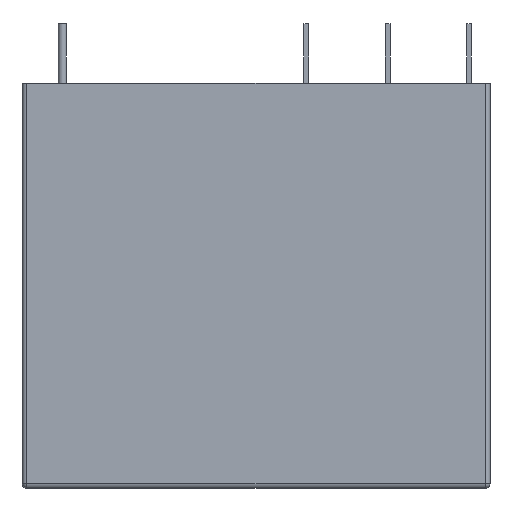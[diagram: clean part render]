
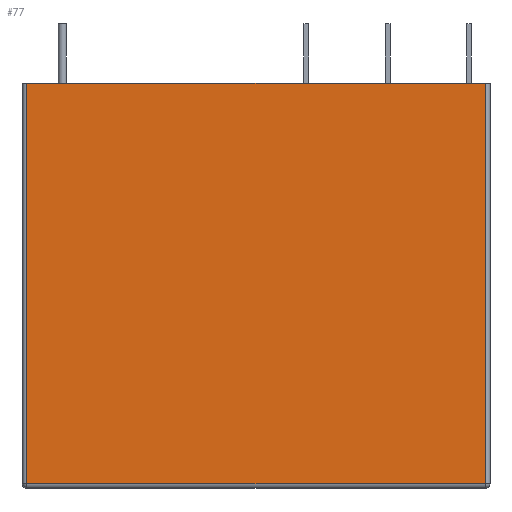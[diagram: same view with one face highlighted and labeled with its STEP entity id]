
A CAD part, front view. The second image highlights one B-rep face of the part: STEP entity #77.
In plain terms, the highlighted planar face has unit normal (0, -1, 0).
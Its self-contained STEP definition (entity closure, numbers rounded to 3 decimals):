
#77=ADVANCED_FACE('',(#130),#131,.T.);
#130=FACE_OUTER_BOUND('',#224,.T.);
#131=PLANE('',#225);
#224=EDGE_LOOP('',(#346,#347,#348,#349));
#225=AXIS2_PLACEMENT_3D('',#350,#351,#352);
#346=ORIENTED_EDGE('',*,*,#638,.F.);
#347=ORIENTED_EDGE('',*,*,#663,.T.);
#348=ORIENTED_EDGE('',*,*,#664,.F.);
#349=ORIENTED_EDGE('',*,*,#662,.F.);
#350=CARTESIAN_POINT('',(-14.5,-6.25,0.0));
#351=DIRECTION('',(0.0,-1.0,0.0));
#352=DIRECTION('',(0.0,0.0,-1.0));
#638=EDGE_CURVE('',#739,#741,#742,.T.);
#662=EDGE_CURVE('',#741,#785,#788,.T.);
#663=EDGE_CURVE('',#739,#789,#790,.T.);
#664=EDGE_CURVE('',#785,#789,#791,.T.);
#739=VERTEX_POINT('',#898);
#741=VERTEX_POINT('',#900);
#742=LINE('',#901,#902);
#785=VERTEX_POINT('',#961);
#788=LINE('',#965,#966);
#789=VERTEX_POINT('',#967);
#790=LINE('',#968,#969);
#791=LINE('',#970,#971);
#898=CARTESIAN_POINT('',(-14.2,-6.25,0.0));
#900=CARTESIAN_POINT('',(14.2,-6.25,0.0));
#901=CARTESIAN_POINT('',(-14.2,-6.25,0.0));
#902=VECTOR('',#1124,28.4);
#961=CARTESIAN_POINT('',(14.2,-6.25,-24.8));
#965=CARTESIAN_POINT('',(14.2,-6.25,0.0));
#966=VECTOR('',#1160,24.8);
#967=CARTESIAN_POINT('',(-14.2,-6.25,-24.8));
#968=CARTESIAN_POINT('',(-14.2,-6.25,0.0));
#969=VECTOR('',#1161,24.8);
#970=CARTESIAN_POINT('',(14.2,-6.25,-24.8));
#971=VECTOR('',#1162,28.4);
#1124=DIRECTION('',(1.0,0.0,0.0));
#1160=DIRECTION('',(0.0,0.0,-1.0));
#1161=DIRECTION('',(0.0,0.0,-1.0));
#1162=DIRECTION('',(-1.0,0.0,0.0));
